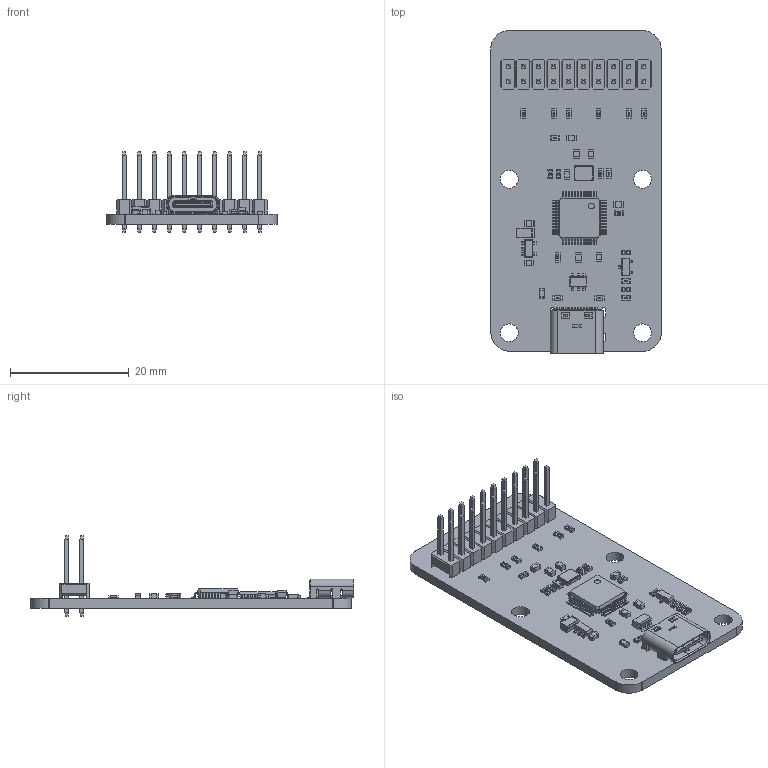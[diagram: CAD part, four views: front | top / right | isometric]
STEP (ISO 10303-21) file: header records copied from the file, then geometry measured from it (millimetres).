
FILE_DESCRIPTION(('Open CASCADE Model'),'2;1');
FILE_NAME('Open CASCADE Shape Model','2024-09-14T19:18:06',('Author'),( 'Open CASCADE'),'Open CASCADE STEP processor 6.8','Open CASCADE 6.8' ,'Unknown');
FILE_SCHEMA(('AUTOMOTIVE_DESIGN { 1 0 10303 214 1 1 1 1 }'));
Length unit declared in the file: millimetre
Products named in the file (59): PCB; Board; Open CASCADE STEP translator 6.8 1.1.1; U2; LQFP48; LQFP48_Koerper_2; LQFP_PIN_2; R19; 0603_SMD_RES; temp_import.SLDPRT; R18; R17; R16; R15; R14; Q1; 6685783952; H1; 2x10_Male_Pin_Header; R13; R12; R11; R10; F1; 6685779472; 1; SOT23-5; Y1; 6685783072; U1; 6685776992; R9; R8; R7; R6; R5; R4; R3; R2; R1 ...
Assembly tree (131 placements, depth 4):
  PCB
    Board
      Open CASCADE STEP translator 6.8 1.1.1
    U2
      LQFP48
        LQFP48_Koerper_2
        LQFP_PIN_2  x48
    R19
      0603_SMD_RES
        temp_import.SLDPRT
    R18
      0603_SMD_RES
        temp_import.SLDPRT
    R17
      0603_SMD_RES
        temp_import.SLDPRT
    R16
      0603_SMD_RES
        temp_import.SLDPRT
    R15
      0603_SMD_RES
        temp_import.SLDPRT
    R14
      0603_SMD_RES
        temp_import.SLDPRT
    Q1
      6685783952
    H1
      2x10_Male_Pin_Header
    R13
      0603_SMD_RES
        temp_import.SLDPRT
    R12
      0603_SMD_RES
        temp_import.SLDPRT
    R11
      0603_SMD_RES
        temp_import.SLDPRT
    R10
      0603_SMD_RES
        temp_import.SLDPRT
    F1
      6685779472
    1
      SOT23-5
      SOT23-5
      SOT23-5
      SOT23-5
      SOT23-5
      SOT23-5
    Y1
      6685783072
    U1
      6685776992
    R9
      0603_SMD_RES
        temp_import.SLDPRT
    R8
      0603_SMD_RES
        temp_import.SLDPRT
Bounding box: 28.77 x 54.51 x 13.54 mm (x, y, z)
Volume: 3122.8 mm3; surface area: 5772.7 mm2
Topology: 176 solids, 176 shells, 5531 faces, 13072 edges, 7571 vertices
Faces by surface type: plane 2720, cylinder 1637, bspline 768, extrusion 304, sphere 86, cone 12, torus 4
Full cylindrical faces by diameter (mm): 0.65 x2, 0.9 x20, 3 x4
Entity records: 62692 total; most frequent: CARTESIAN_POINT 11182, ORIENTED_EDGE 9764, DIRECTION 9687, EDGE_CURVE 4882, VECTOR 4079, LINE 4063, VERTEX_POINT 3115, AXIS2_PLACEMENT_3D 2804
